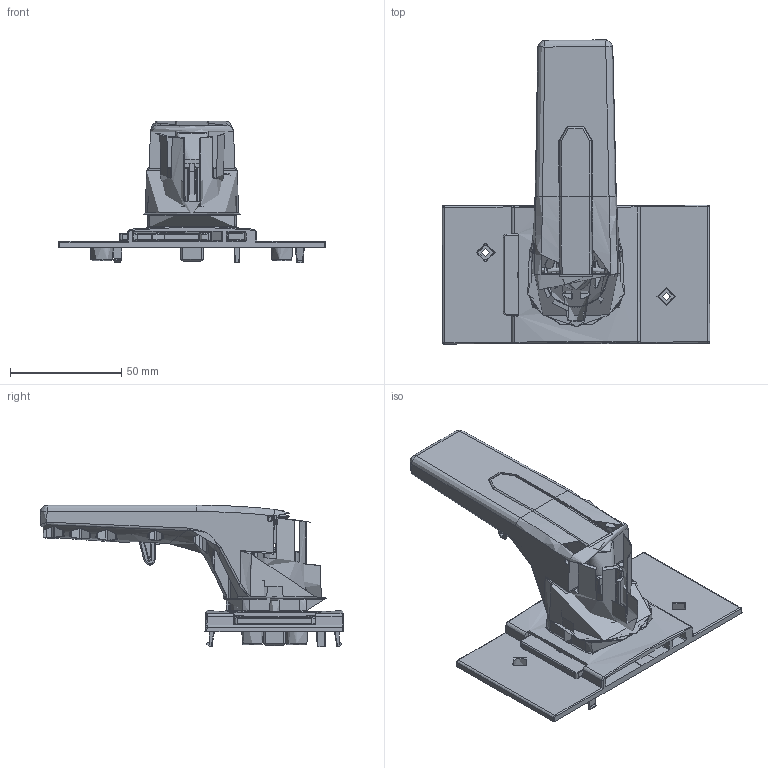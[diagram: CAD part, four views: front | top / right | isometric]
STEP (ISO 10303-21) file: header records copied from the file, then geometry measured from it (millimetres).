
FILE_DESCRIPTION(/* description */ (''),/* implementation_level */ '2;1');
FILE_NAME(/* name */ 'FILE_STP_CAD_DRAWING_3d_GLX62D_prt.stp',/* time_stamp */ '2021-11-23T15:04:40+01:00',/* author */ (''),/* organization */ (''),/* preprocessor_version */ 'ST-DEVELOPER v16.7',/* originating_system */ 'SIEMENS PLM Software NX 12.0',/* authorisation */ '');
FILE_SCHEMA (('AUTOMOTIVE_DESIGN { 1 0 10303 214 3 1 1 1 }'));
Products named in the file (1): 3d_GLX62D
Bounding box: 120.19 x 136.38 x 63.6 mm (x, y, z)
Surface area: 71051.6 mm2 (no closed solid volume)
Topology: 0 solids, 10 shells, 2978 faces, 7859 edges, 4575 vertices
Faces by surface type: cylinder 849, bspline 810, plane 739, sphere 243, torus 183, cone 149, extrusion 5
Full cylindrical faces by diameter (mm): 0.4 x1, 1.5 x1, 2 x1, 2.6 x2, 6.1 x3, 25 x1
Entity records: 114660 total; most frequent: CARTESIAN_POINT 48922, ORIENTED_EDGE 14237, DIRECTION 12781, EDGE_CURVE 7492, AXIS2_PLACEMENT_3D 5153, VERTEX_POINT 4539, EDGE_LOOP 3132, ADVANCED_FACE 2978
